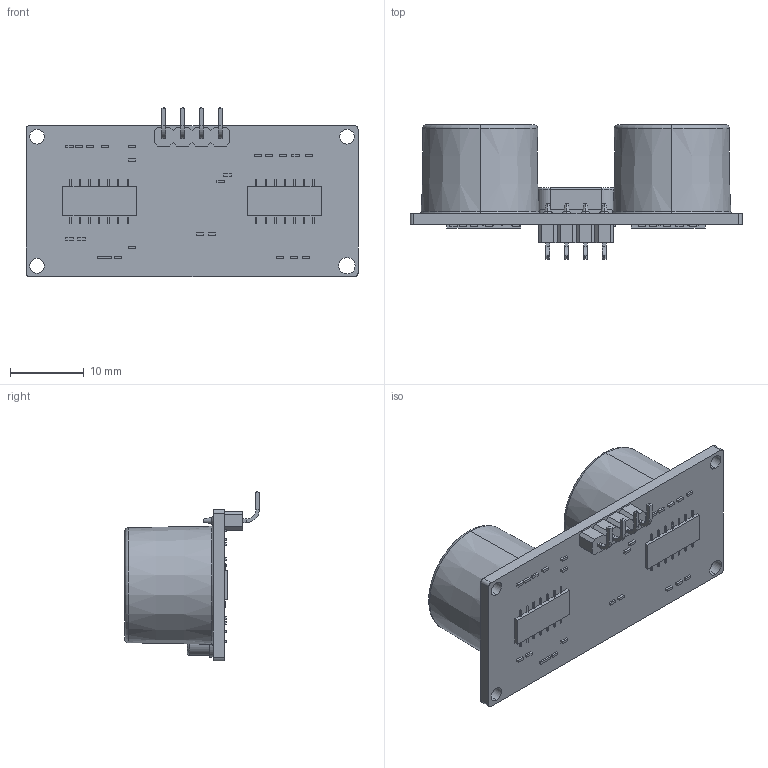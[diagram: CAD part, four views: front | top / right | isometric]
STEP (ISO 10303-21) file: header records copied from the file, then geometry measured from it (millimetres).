
FILE_DESCRIPTION (( 'STEP AP203' ), '1' );
FILE_NAME ('Ultrasonic range finder sensor.STEP', '2020-04-15T13:14:51', ( '' ), ( '' ), 'SwSTEP 2.0', 'SolidWorks 2018', '' );
FILE_SCHEMA (( 'CONFIG_CONTROL_DESIGN' ));
Length unit declared in the file: millimetre
Products named in the file (1): Ultrasonic range finder sensor
Bounding box: 45 x 18.25 x 23 mm (x, y, z)
Volume: 6227.3 mm3; surface area: 3469.8 mm2
Topology: 1 solids, 1 shells, 404 faces, 1018 edges, 656 vertices
Faces by surface type: plane 344, cylinder 30, torus 18, cone 12
Entity records: 11969 total; most frequent: CARTESIAN_POINT 2079, ORIENTED_EDGE 2036, DIRECTION 1946, EDGE_CURVE 1018, LINE 900, VECTOR 900, VERTEX_POINT 656, AXIS2_PLACEMENT_3D 523
